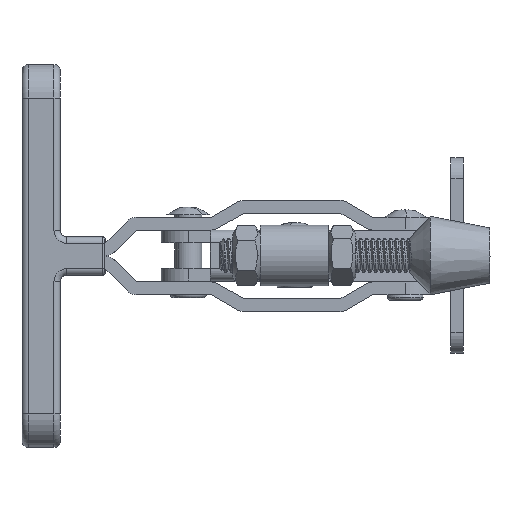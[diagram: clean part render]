
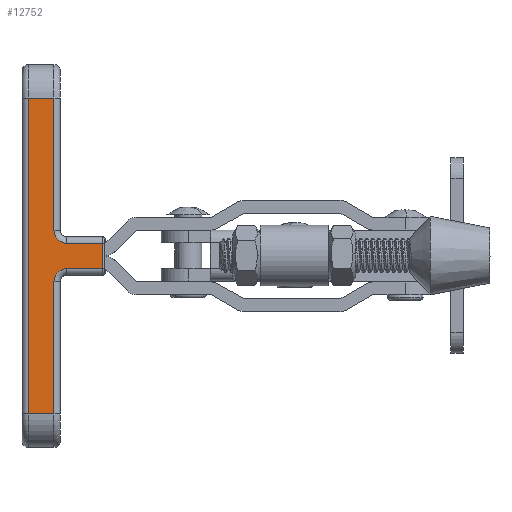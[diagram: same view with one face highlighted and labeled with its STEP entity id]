
A CAD part, left-side view. The second image highlights one B-rep face of the part: STEP entity #12752.
In plain terms, the highlighted face is planar.
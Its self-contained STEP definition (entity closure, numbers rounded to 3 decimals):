
#162 = CARTESIAN_POINT ( 'NONE',  ( 3., 6., 14.3 ) ) ;
#1730 = CARTESIAN_POINT ( 'NONE',  ( 14.5, -3., 14.3 ) ) ;
#1745 = VERTEX_POINT ( 'NONE', #7281 ) ;
#2137 = FACE_OUTER_BOUND ( 'NONE', #2220, .T. ) ;
#2154 = PLANE ( 'NONE',  #7531 ) ;
#2220 = EDGE_LOOP ( 'NONE', ( #14068, #32373, #27411, #21260, #21149, #5654, #25458, #28479, #26516, #17829 ) ) ;
#2333 = DIRECTION ( 'NONE',  ( 1., 0., 0. ) ) ;
#2723 = LINE ( 'NONE', #15484, #8939 ) ;
#4614 = VERTEX_POINT ( 'NONE', #17949 ) ;
#5139 = EDGE_CURVE ( 'NONE', #7153, #22934, #18044, .T. ) ;
#5436 = LINE ( 'NONE', #13984, #25701 ) ;
#5654 = ORIENTED_EDGE ( 'NONE', *, *, #28676, .F. ) ;
#6043 = VECTOR ( 'NONE', #32614, 1000. ) ;
#6360 = LINE ( 'NONE', #14441, #7175 ) ;
#6861 = LINE ( 'NONE', #26760, #27947 ) ;
#6980 = LINE ( 'NONE', #29893, #34235 ) ;
#7153 = VERTEX_POINT ( 'NONE', #162 ) ;
#7175 = VECTOR ( 'NONE', #32883, 1000. ) ;
#7281 = CARTESIAN_POINT ( 'NONE',  ( 6., -3., 14.3 ) ) ;
#7404 = CARTESIAN_POINT ( 'NONE',  ( -3., -37.1, 14.3 ) ) ;
#7471 = DIRECTION ( 'NONE',  ( -1., 0., 0. ) ) ;
#7531 = AXIS2_PLACEMENT_3D ( 'NONE', #20668, #23307, #7471 ) ;
#7978 = CARTESIAN_POINT ( 'NONE',  ( -4.5, 37.1, 14.3 ) ) ;
#8939 = VECTOR ( 'NONE', #20808, 1000. ) ;
#9642 = CARTESIAN_POINT ( 'NONE',  ( 3., 37.1, 14.3 ) ) ;
#9935 = CARTESIAN_POINT ( 'NONE',  ( 6., 3., 14.3 ) ) ;
#10559 = CARTESIAN_POINT ( 'NONE',  ( -3., 37.1, 14.3 ) ) ;
#10870 = EDGE_CURVE ( 'NONE', #31381, #22934, #6360, .T. ) ;
#12324 = CIRCLE ( 'NONE', #21560, 3. ) ;
#12501 = EDGE_CURVE ( 'NONE', #7153, #15638, #5436, .T. ) ;
#12752 = ADVANCED_FACE ( 'NONE', ( #2137 ), #2154, .F. ) ;
#12921 = LINE ( 'NONE', #7978, #23252 ) ;
#13078 = LINE ( 'NONE', #14047, #6043 ) ;
#13347 = VECTOR ( 'NONE', #19489, 1000. ) ;
#13984 = CARTESIAN_POINT ( 'NONE',  ( 3., -37.1, 14.3 ) ) ;
#14047 = CARTESIAN_POINT ( 'NONE',  ( 14.5, -37.1, 14.3 ) ) ;
#14068 = ORIENTED_EDGE ( 'NONE', *, *, #33567, .T. ) ;
#14330 = CARTESIAN_POINT ( 'NONE',  ( 6., -6., 14.3 ) ) ;
#14441 = CARTESIAN_POINT ( 'NONE',  ( 4.5, 3., 14.3 ) ) ;
#15484 = CARTESIAN_POINT ( 'NONE',  ( 15., -3., 14.3 ) ) ;
#15638 = VERTEX_POINT ( 'NONE', #9642 ) ;
#15935 = DIRECTION ( 'NONE',  ( -1., 0., 0. ) ) ;
#15980 = DIRECTION ( 'NONE',  ( 0., 0., 1. ) ) ;
#16161 = CARTESIAN_POINT ( 'NONE',  ( 6., 6., 14.3 ) ) ;
#16806 = CARTESIAN_POINT ( 'NONE',  ( 3., -37.1, 14.3 ) ) ;
#16979 = DIRECTION ( 'NONE',  ( -1., 0., 0. ) ) ;
#17317 = EDGE_CURVE ( 'NONE', #1745, #22768, #12324, .T. ) ;
#17829 = ORIENTED_EDGE ( 'NONE', *, *, #17317, .F. ) ;
#17949 = CARTESIAN_POINT ( 'NONE',  ( 3., -37.1, 14.3 ) ) ;
#18044 = CIRCLE ( 'NONE', #29734, 3. ) ;
#19489 = DIRECTION ( 'NONE',  ( 0., 1., 0. ) ) ;
#20668 = CARTESIAN_POINT ( 'NONE',  ( -4.5, -37.1, 14.3 ) ) ;
#20808 = DIRECTION ( 'NONE',  ( 1., 0., 0. ) ) ;
#21149 = ORIENTED_EDGE ( 'NONE', *, *, #12501, .T. ) ;
#21260 = ORIENTED_EDGE ( 'NONE', *, *, #5139, .F. ) ;
#21512 = CARTESIAN_POINT ( 'NONE',  ( 14.5, 3., 14.3 ) ) ;
#21560 = AXIS2_PLACEMENT_3D ( 'NONE', #14330, #32768, #16979 ) ;
#22768 = VERTEX_POINT ( 'NONE', #25324 ) ;
#22934 = VERTEX_POINT ( 'NONE', #9935 ) ;
#23252 = VECTOR ( 'NONE', #2333, 1000. ) ;
#23307 = DIRECTION ( 'NONE',  ( 0., 0., -1. ) ) ;
#23702 = EDGE_CURVE ( 'NONE', #24228, #31381, #13078, .T. ) ;
#24228 = VERTEX_POINT ( 'NONE', #1730 ) ;
#25324 = CARTESIAN_POINT ( 'NONE',  ( 3., -6., 14.3 ) ) ;
#25458 = ORIENTED_EDGE ( 'NONE', *, *, #32264, .T. ) ;
#25701 = VECTOR ( 'NONE', #32542, 1000. ) ;
#26516 = ORIENTED_EDGE ( 'NONE', *, *, #28331, .T. ) ;
#26561 = LINE ( 'NONE', #16806, #13347 ) ;
#26723 = VERTEX_POINT ( 'NONE', #10559 ) ;
#26760 = CARTESIAN_POINT ( 'NONE',  ( -3., -37.1, 14.3 ) ) ;
#27411 = ORIENTED_EDGE ( 'NONE', *, *, #10870, .T. ) ;
#27947 = VECTOR ( 'NONE', #29397, 1000. ) ;
#28331 = EDGE_CURVE ( 'NONE', #4614, #22768, #26561, .T. ) ;
#28479 = ORIENTED_EDGE ( 'NONE', *, *, #29316, .T. ) ;
#28676 = EDGE_CURVE ( 'NONE', #26723, #15638, #12921, .T. ) ;
#29316 = EDGE_CURVE ( 'NONE', #30559, #4614, #6980, .T. ) ;
#29397 = DIRECTION ( 'NONE',  ( 0., -1., 0. ) ) ;
#29734 = AXIS2_PLACEMENT_3D ( 'NONE', #16161, #15980, #15935 ) ;
#29893 = CARTESIAN_POINT ( 'NONE',  ( -4.5, -37.1, 14.3 ) ) ;
#30559 = VERTEX_POINT ( 'NONE', #7404 ) ;
#31381 = VERTEX_POINT ( 'NONE', #21512 ) ;
#32264 = EDGE_CURVE ( 'NONE', #26723, #30559, #6861, .T. ) ;
#32373 = ORIENTED_EDGE ( 'NONE', *, *, #23702, .T. ) ;
#32540 = DIRECTION ( 'NONE',  ( 1., 0., 0. ) ) ;
#32542 = DIRECTION ( 'NONE',  ( 0., 1., 0. ) ) ;
#32614 = DIRECTION ( 'NONE',  ( 0., 1., 0. ) ) ;
#32768 = DIRECTION ( 'NONE',  ( 0., 0., 1. ) ) ;
#32883 = DIRECTION ( 'NONE',  ( -1., 0., 0. ) ) ;
#33567 = EDGE_CURVE ( 'NONE', #1745, #24228, #2723, .T. ) ;
#34235 = VECTOR ( 'NONE', #32540, 1000. ) ;
